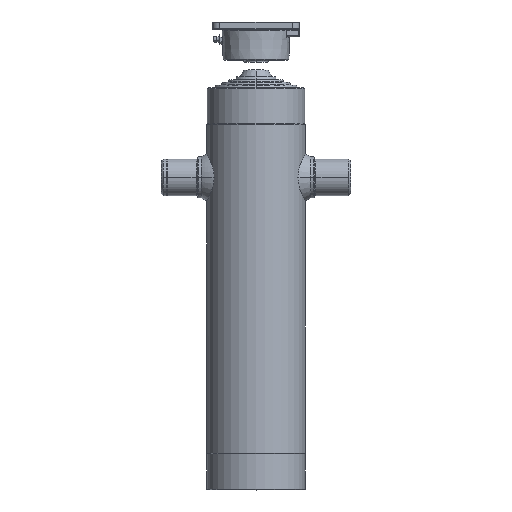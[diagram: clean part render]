
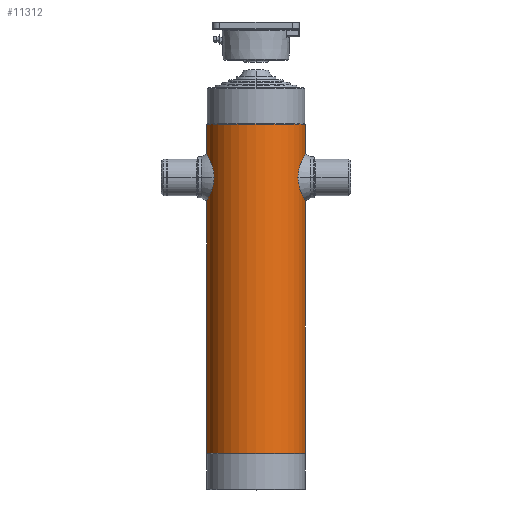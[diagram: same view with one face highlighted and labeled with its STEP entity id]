
A CAD part, top view. The second image highlights one B-rep face of the part: STEP entity #11312.
In plain terms, the highlighted cylindrical face has radius 54 mm (diameter 108 mm), a partial arc.
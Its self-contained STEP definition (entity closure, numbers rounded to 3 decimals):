
#9 = CARTESIAN_POINT ( 'NONE',  ( -53.978, 336.201, 1.553 ) ) ;
#47 = CARTESIAN_POINT ( 'NONE',  ( -53.7, 340.067, 5.684 ) ) ;
#108 = CARTESIAN_POINT ( 'NONE',  ( -53.789, 345.659, 4.771 ) ) ;
#1193 = CARTESIAN_POINT ( 'NONE',  ( -53.959, 336.382, 2.117 ) ) ;
#1196 = VERTEX_POINT ( 'NONE', #7265 ) ;
#1235 = CARTESIAN_POINT ( 'NONE',  ( 54., 40., 0. ) ) ;
#1248 = CARTESIAN_POINT ( 'NONE',  ( -53.683, 340.636, 5.846 ) ) ;
#1254 = FACE_OUTER_BOUND ( 'NONE', #8080, .T. ) ;
#1308 = CARTESIAN_POINT ( 'NONE',  ( -53.855, 346.522, 3.963 ) ) ;
#1838 = DIRECTION ( 'NONE',  ( 0., 1., 0. ) ) ;
#2031 = DIRECTION ( 'NONE',  ( 0., 1., 0. ) ) ;
#2402 = CARTESIAN_POINT ( 'NONE',  ( -53.917, 336.793, 3.006 ) ) ;
#2453 = CARTESIAN_POINT ( 'NONE',  ( -53.666, 341.606, 6. ) ) ;
#2505 = CARTESIAN_POINT ( 'NONE',  ( -53.907, 347.096, 3.173 ) ) ;
#2765 = EDGE_CURVE ( 'NONE', #7501, #9842, #8713, .T. ) ;
#2849 = VERTEX_POINT ( 'NONE', #5662 ) ;
#3194 = VERTEX_POINT ( 'NONE', #9996 ) ;
#3338 = DIRECTION ( 'NONE',  ( 0., 1., 0. ) ) ;
#3384 = DIRECTION ( 'NONE',  ( 0., 1., 0. ) ) ;
#3586 = EDGE_CURVE ( 'NONE', #1196, #14067, #10547, .T. ) ;
#3618 = CARTESIAN_POINT ( 'NONE',  ( -53.855, 337.482, 3.967 ) ) ;
#3670 = CARTESIAN_POINT ( 'NONE',  ( -53.67, 342.787, 5.961 ) ) ;
#3728 = CARTESIAN_POINT ( 'NONE',  ( -53.935, 347.383, 2.658 ) ) ;
#4240 = ORIENTED_EDGE ( 'NONE', *, *, #8044, .F. ) ;
#4307 = CARTESIAN_POINT ( 'NONE',  ( 0., 40., 0. ) ) ;
#4662 = CARTESIAN_POINT ( 'NONE',  ( -54., 348., 0. ) ) ;
#4760 = CARTESIAN_POINT ( 'NONE',  ( -54., 336., 0. ) ) ;
#4817 = CARTESIAN_POINT ( 'NONE',  ( -53.79, 338.337, 4.768 ) ) ;
#4872 = CARTESIAN_POINT ( 'NONE',  ( -53.699, 343.931, 5.694 ) ) ;
#4921 = CARTESIAN_POINT ( 'NONE',  ( -53.967, 347.694, 1.933 ) ) ;
#5033 = CARTESIAN_POINT ( 'NONE',  ( 54., 371.967, 0. ) ) ;
#5514 = DIRECTION ( 'NONE',  ( -1., 0., 0. ) ) ;
#5662 = CARTESIAN_POINT ( 'NONE',  ( -54., 400., 0. ) ) ;
#5963 = CIRCLE ( 'NONE', #14542, 54. ) ;
#6022 = CARTESIAN_POINT ( 'NONE',  ( -53.749, 338.999, 5.199 ) ) ;
#6058 = CARTESIAN_POINT ( 'NONE',  ( -53.731, 344.656, 5.384 ) ) ;
#6122 = CARTESIAN_POINT ( 'NONE',  ( -53.996, 347.961, 0.79 ) ) ;
#6229 = DIRECTION ( 'NONE',  ( 0., 1., 0. ) ) ;
#6451 = AXIS2_PLACEMENT_3D ( 'NONE', #4307, #12763, #5514 ) ;
#6560 = ORIENTED_EDGE ( 'NONE', *, *, #2765, .T. ) ;
#6607 = CARTESIAN_POINT ( 'NONE',  ( -54., 40., 0. ) ) ;
#6890 = DIRECTION ( 'NONE',  ( -1., 0., 0. ) ) ;
#7167 = CARTESIAN_POINT ( 'NONE',  ( -53.983, 336.153, 1.362 ) ) ;
#7225 = CARTESIAN_POINT ( 'NONE',  ( -53.714, 339.699, 5.551 ) ) ;
#7265 = CARTESIAN_POINT ( 'NONE',  ( -54., 336., 0. ) ) ;
#7277 = CARTESIAN_POINT ( 'NONE',  ( -53.759, 345.172, 5.097 ) ) ;
#7328 = CARTESIAN_POINT ( 'NONE',  ( -54., 348., 0. ) ) ;
#7501 = VERTEX_POINT ( 'NONE', #6607 ) ;
#7510 = EDGE_CURVE ( 'NONE', #14067, #2849, #8430, .T. ) ;
#7584 = ORIENTED_EDGE ( 'NONE', *, *, #15530, .F. ) ;
#7870 = ORIENTED_EDGE ( 'NONE', *, *, #3586, .F. ) ;
#8044 = EDGE_CURVE ( 'NONE', #7501, #1196, #12043, .T. ) ;
#8080 = EDGE_LOOP ( 'NONE', ( #6560, #13648, #7584, #8454, #7870, #4240 ) ) ;
#8114 = CARTESIAN_POINT ( 'NONE',  ( -54., 371.967, 0. ) ) ;
#8392 = CARTESIAN_POINT ( 'NONE',  ( -53.966, 336.315, 1.93 ) ) ;
#8399 = LINE ( 'NONE', #5033, #10881 ) ;
#8430 = LINE ( 'NONE', #15070, #11669 ) ;
#8446 = CARTESIAN_POINT ( 'NONE',  ( -53.688, 340.443, 5.798 ) ) ;
#8454 = ORIENTED_EDGE ( 'NONE', *, *, #7510, .F. ) ;
#8488 = CARTESIAN_POINT ( 'NONE',  ( -53.811, 345.962, 4.523 ) ) ;
#8713 = CIRCLE ( 'NONE', #6451, 54. ) ;
#8769 = EDGE_CURVE ( 'NONE', #9842, #3194, #8399, .T. ) ;
#8801 = VECTOR ( 'NONE', #3338, 1000. ) ;
#9242 = CARTESIAN_POINT ( 'NONE',  ( 0., 400., 0. ) ) ;
#9612 = CARTESIAN_POINT ( 'NONE',  ( -53.936, 336.608, 2.662 ) ) ;
#9667 = CARTESIAN_POINT ( 'NONE',  ( -53.67, 341.217, 5.962 ) ) ;
#9720 = CARTESIAN_POINT ( 'NONE',  ( -53.877, 346.77, 3.66 ) ) ;
#9842 = VERTEX_POINT ( 'NONE', #1235 ) ;
#9996 = CARTESIAN_POINT ( 'NONE',  ( 54., 400., 0. ) ) ;
#10110 = CYLINDRICAL_SURFACE ( 'NONE', #14189, 54. ) ;
#10466 = DIRECTION ( 'NONE',  ( -1., 0., 0. ) ) ;
#10547 = B_SPLINE_CURVE_WITH_KNOTS ( 'NONE', 3,
 ( #4760, #12022, #14420, #7167, #9, #8392, #1193, #9612, #2402, #10842, #3618, #12073, #4817, #13269, #6022, #14470, #7225, #47, #8446, #1248, #9667, #2453, #10900, #3670, #12119, #4872, #13332, #6058, #14527, #7277, #108, #8488, #1308, #9720, #2505, #10943, #3728, #12171, #4921, #13381, #6122, #14576, #7328 ),
 .UNSPECIFIED., .F., .F.,
 ( 4, 2, 2, 2, 2, 2, 2, 2, 1, 2, 2, 2, 2, 2, 2, 2, 2, 2, 2, 2, 2, 4 ),
 ( 0., 0.001, 0.002, 0.002, 0.004, 0.005, 0.006, 0.006, 0.007, 0.008, 0.008, 0.009, 0.011, 0.012, 0.012, 0.013, 0.014, 0.015, 0.016, 0.016, 0.018, 0.019 ),
 .UNSPECIFIED. ) ;
#10842 = CARTESIAN_POINT ( 'NONE',  ( -53.877, 337.228, 3.659 ) ) ;
#10881 = VECTOR ( 'NONE', #6229, 1000. ) ;
#10900 = CARTESIAN_POINT ( 'NONE',  ( -53.666, 342.389, 6. ) ) ;
#10943 = CARTESIAN_POINT ( 'NONE',  ( -53.917, 347.197, 3.005 ) ) ;
#11312 = ADVANCED_FACE ( 'NONE', ( #1254 ), #10110, .T. ) ;
#11669 = VECTOR ( 'NONE', #1838, 1000. ) ;
#11837 = CARTESIAN_POINT ( 'NONE',  ( 0., 371.967, 0. ) ) ;
#12022 = CARTESIAN_POINT ( 'NONE',  ( -54., 336., 0.397 ) ) ;
#12043 = LINE ( 'NONE', #8114, #8801 ) ;
#12073 = CARTESIAN_POINT ( 'NONE',  ( -53.811, 338.035, 4.52 ) ) ;
#12119 = CARTESIAN_POINT ( 'NONE',  ( -53.687, 343.557, 5.808 ) ) ;
#12171 = CARTESIAN_POINT ( 'NONE',  ( -53.943, 347.468, 2.478 ) ) ;
#12763 = DIRECTION ( 'NONE',  ( 0., 1., 0. ) ) ;
#13269 = CARTESIAN_POINT ( 'NONE',  ( -53.759, 338.829, 5.097 ) ) ;
#13332 = CARTESIAN_POINT ( 'NONE',  ( -53.722, 344.476, 5.469 ) ) ;
#13381 = CARTESIAN_POINT ( 'NONE',  ( -53.979, 347.807, 1.559 ) ) ;
#13648 = ORIENTED_EDGE ( 'NONE', *, *, #8769, .T. ) ;
#14067 = VERTEX_POINT ( 'NONE', #4662 ) ;
#14189 = AXIS2_PLACEMENT_3D ( 'NONE', #11837, #3384, #6890 ) ;
#14420 = CARTESIAN_POINT ( 'NONE',  ( -53.996, 336.039, 0.787 ) ) ;
#14470 = CARTESIAN_POINT ( 'NONE',  ( -53.731, 339.345, 5.384 ) ) ;
#14527 = CARTESIAN_POINT ( 'NONE',  ( -53.749, 345.004, 5.198 ) ) ;
#14542 = AXIS2_PLACEMENT_3D ( 'NONE', #9242, #2031, #10466 ) ;
#14576 = CARTESIAN_POINT ( 'NONE',  ( -54., 348., 0.392 ) ) ;
#15070 = CARTESIAN_POINT ( 'NONE',  ( -54., 371.967, 0. ) ) ;
#15530 = EDGE_CURVE ( 'NONE', #2849, #3194, #5963, .T. ) ;
